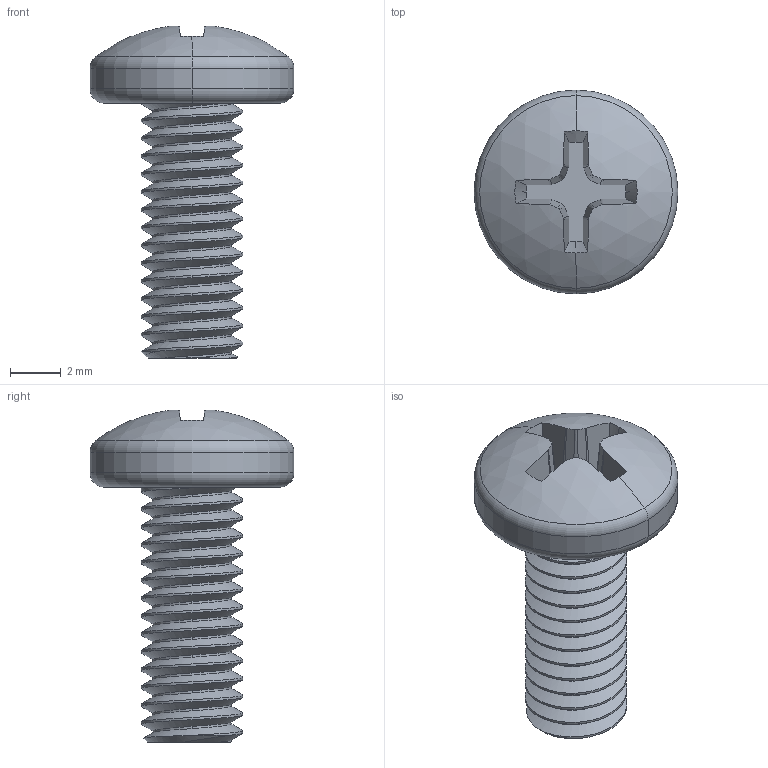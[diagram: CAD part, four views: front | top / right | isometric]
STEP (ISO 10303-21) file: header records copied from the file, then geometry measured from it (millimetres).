
FILE_DESCRIPTION (( 'STEP AP203' ), '1' );
FILE_NAME ('92005A220_Steel Pan Head Phillips Screw.STEP', '2021-07-08T10:16:28', ( 'Administrator' ), ( 'Managed by Terraform' ), 'SwSTEP 2.0', 'SolidWorks 2017', '' );
FILE_SCHEMA (( 'CONFIG_CONTROL_DESIGN' ));
Length unit declared in the file: millimetre
Products named in the file (1): 92005A220_Steel Pan Head Phillips Screw
Bounding box: 8 x 8 x 13.03 mm (x, y, z)
Volume: 202.6 mm3; surface area: 367.4 mm2
Topology: 1 solids, 1 shells, 109 faces, 310 edges, 204 vertices
Faces by surface type: cylinder 61, cone 20, plane 20, torus 4, sphere 2, bspline 2
Entity records: 4920 total; most frequent: CARTESIAN_POINT 2352, ORIENTED_EDGE 620, DIRECTION 447, EDGE_CURVE 310, VERTEX_POINT 204, AXIS2_PLACEMENT_3D 171, EDGE_LOOP 110, FACE_OUTER_BOUND 109
